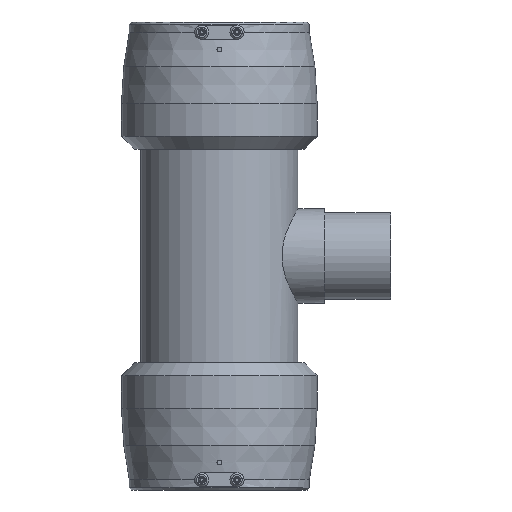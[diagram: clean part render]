
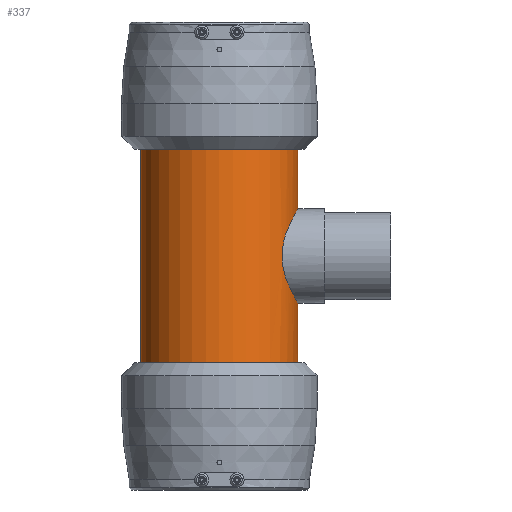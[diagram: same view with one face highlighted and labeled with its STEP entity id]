
A CAD part, front view. The second image highlights one B-rep face of the part: STEP entity #337.
In plain terms, the highlighted cylindrical face has radius 100 mm (diameter 200 mm), a partial arc.
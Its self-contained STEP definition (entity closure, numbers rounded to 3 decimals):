
#337=ADVANCED_FACE('',(#726),#727,.T.);
#726=FACE_OUTER_BOUND('',#1166,.T.);
#727=CYLINDRICAL_SURFACE('',#1167,100.0);
#1166=EDGE_LOOP('',(#2060,#2061,#2062,#2063,#2064,#2065));
#1167=AXIS2_PLACEMENT_3D('',#2066,#2067,#2068);
#2060=ORIENTED_EDGE('',*,*,#2590,.T.);
#2061=ORIENTED_EDGE('',*,*,#2778,.T.);
#2062=ORIENTED_EDGE('',*,*,#2593,.T.);
#2063=ORIENTED_EDGE('',*,*,#2779,.T.);
#2064=ORIENTED_EDGE('',*,*,#2592,.T.);
#2065=ORIENTED_EDGE('',*,*,#2749,.T.);
#2066=CARTESIAN_POINT('',(0.0,0.0,0.0));
#2067=DIRECTION('',(0.0,0.0,1.0));
#2068=DIRECTION('',(1.0,0.0,0.0));
#2590=EDGE_CURVE('',#3114,#2895,#3115,.T.);
#2592=EDGE_CURVE('',#3026,#3116,#3118,.T.);
#2593=EDGE_CURVE('',#2900,#3030,#3119,.T.);
#2749=EDGE_CURVE('',#3116,#3114,#3348,.T.);
#2778=EDGE_CURVE('',#2895,#2900,#3377,.T.);
#2779=EDGE_CURVE('',#3030,#3026,#3378,.T.);
#2895=VERTEX_POINT('',#3502);
#2900=VERTEX_POINT('',#3541);
#3026=VERTEX_POINT('',#3839);
#3030=VERTEX_POINT('',#3844);
#3114=VERTEX_POINT('',#4058);
#3115=LINE('',#4059,#4060);
#3116=VERTEX_POINT('',#4061);
#3118=LINE('',#4063,#4064);
#3119=LINE('',#4065,#4066);
#3348=CIRCLE('',#4497,100.0);
#3377=B_SPLINE_CURVE_WITH_KNOTS('',3,(#4526,#4527,#4528,#4529,#4530,#4531,#4532,#4533,#4534,#4535,#4536,#4537,#4538,#4539,#4540,#4541,#4542,#4543,#4544,#4545,#4546,#4547,#4548,#4549,#4550,#4551,#4552,#4553,#4554,#4555,#4556,#4557,#4558,#4559,#4560,#4561,#4562,#4563,#4564,#4565,#4566,#4567,#4568,#4569,#4570,#4571,#4572,#4573,#4574,#4575,#4576,#4577,#4578,#4579,#4580,#4581,#4582,#4583,#4584,#4585,#4586,#4587,#4588,#4589,#4590,#4591),.UNSPECIFIED.,.F.,.F.,(4,2,2,2,2,2,2,2,2,2,2,2,2,2,2,2,2,2,2,2,2,2,2,2,2,2,2,2,2,2,2,2,4),(93.266,99.076,104.887,110.697,116.507,122.317,128.128,133.938,139.748,145.596,151.444,157.292,163.14,168.988,174.836,180.684,186.532,192.38,198.228,204.076,209.924,215.772,221.62,227.468,233.316,239.126,244.937,250.747,256.557,262.367,268.178,273.988,279.798),.UNSPECIFIED.);
#3378=CIRCLE('',#4592,100.0);
#3502=CARTESIAN_POINT('',(100.0,0.,-60.0));
#3541=CARTESIAN_POINT('',(100.0,0.,60.0));
#3839=CARTESIAN_POINT('',(-100.0,0.0,137.0));
#3844=CARTESIAN_POINT('',(100.0,0.,137.0));
#4058=CARTESIAN_POINT('',(100.0,0.0,-137.0));
#4059=CARTESIAN_POINT('',(100.0,0.,0.0));
#4060=VECTOR('',#4953,1.0);
#4061=CARTESIAN_POINT('',(-100.0,0.,-137.0));
#4063=CARTESIAN_POINT('',(-100.0,0.,0.0));
#4064=VECTOR('',#4957,1.0);
#4065=CARTESIAN_POINT('',(100.0,0.,0.0));
#4066=VECTOR('',#4958,1.0);
#4497=AXIS2_PLACEMENT_3D('',#5171,#5172,#5173);
#4526=CARTESIAN_POINT('',(100.0,0.,-60.0));
#4527=CARTESIAN_POINT('',(100.0,-1.937,-60.0));
#4528=CARTESIAN_POINT('',(99.943,-3.899,-59.906));
#4529=CARTESIAN_POINT('',(99.712,-7.835,-59.519));
#4530=CARTESIAN_POINT('',(99.537,-9.809,-59.227));
#4531=CARTESIAN_POINT('',(99.072,-13.731,-58.442));
#4532=CARTESIAN_POINT('',(98.782,-15.679,-57.95));
#4533=CARTESIAN_POINT('',(98.097,-19.516,-56.773));
#4534=CARTESIAN_POINT('',(97.701,-21.403,-56.088));
#4535=CARTESIAN_POINT('',(96.821,-25.087,-54.54));
#4536=CARTESIAN_POINT('',(96.335,-26.884,-53.676));
#4537=CARTESIAN_POINT('',(95.296,-30.364,-51.788));
#4538=CARTESIAN_POINT('',(94.742,-32.045,-50.763));
#4539=CARTESIAN_POINT('',(93.589,-35.27,-48.578));
#4540=CARTESIAN_POINT('',(92.991,-36.813,-47.418));
#4541=CARTESIAN_POINT('',(91.778,-39.741,-44.992));
#4542=CARTESIAN_POINT('',(91.163,-41.126,-43.726));
#4543=CARTESIAN_POINT('',(89.941,-43.735,-41.118));
#4544=CARTESIAN_POINT('',(89.311,-45.005,-39.726));
#4545=CARTESIAN_POINT('',(88.044,-47.436,-36.789));
#4546=CARTESIAN_POINT('',(87.407,-48.596,-35.245));
#4547=CARTESIAN_POINT('',(86.158,-50.778,-32.022));
#4548=CARTESIAN_POINT('',(85.545,-51.8,-30.343));
#4549=CARTESIAN_POINT('',(84.377,-53.682,-26.872));
#4550=CARTESIAN_POINT('',(83.821,-54.543,-25.081));
#4551=CARTESIAN_POINT('',(82.797,-56.086,-21.41));
#4552=CARTESIAN_POINT('',(82.328,-56.768,-19.528));
#4553=CARTESIAN_POINT('',(81.505,-57.943,-15.703));
#4554=CARTESIAN_POINT('',(81.151,-58.435,-13.759));
#4555=CARTESIAN_POINT('',(80.58,-59.221,-9.84));
#4556=CARTESIAN_POINT('',(80.362,-59.515,-7.865));
#4557=CARTESIAN_POINT('',(80.072,-59.905,-3.92));
#4558=CARTESIAN_POINT('',(80.0,-60.0,-1.949));
#4559=CARTESIAN_POINT('',(80.0,-60.0,1.949));
#4560=CARTESIAN_POINT('',(80.072,-59.905,3.92));
#4561=CARTESIAN_POINT('',(80.362,-59.515,7.865));
#4562=CARTESIAN_POINT('',(80.58,-59.221,9.84));
#4563=CARTESIAN_POINT('',(81.151,-58.435,13.759));
#4564=CARTESIAN_POINT('',(81.505,-57.943,15.703));
#4565=CARTESIAN_POINT('',(82.328,-56.768,19.528));
#4566=CARTESIAN_POINT('',(82.797,-56.086,21.41));
#4567=CARTESIAN_POINT('',(83.821,-54.543,25.081));
#4568=CARTESIAN_POINT('',(84.377,-53.682,26.872));
#4569=CARTESIAN_POINT('',(85.545,-51.8,30.343));
#4570=CARTESIAN_POINT('',(86.158,-50.778,32.022));
#4571=CARTESIAN_POINT('',(87.407,-48.596,35.245));
#4572=CARTESIAN_POINT('',(88.044,-47.436,36.789));
#4573=CARTESIAN_POINT('',(89.311,-45.005,39.726));
#4574=CARTESIAN_POINT('',(89.941,-43.735,41.118));
#4575=CARTESIAN_POINT('',(91.163,-41.126,43.726));
#4576=CARTESIAN_POINT('',(91.778,-39.741,44.992));
#4577=CARTESIAN_POINT('',(92.991,-36.813,47.418));
#4578=CARTESIAN_POINT('',(93.589,-35.27,48.578));
#4579=CARTESIAN_POINT('',(94.742,-32.045,50.763));
#4580=CARTESIAN_POINT('',(95.296,-30.364,51.788));
#4581=CARTESIAN_POINT('',(96.335,-26.884,53.676));
#4582=CARTESIAN_POINT('',(96.821,-25.087,54.54));
#4583=CARTESIAN_POINT('',(97.701,-21.403,56.088));
#4584=CARTESIAN_POINT('',(98.097,-19.516,56.773));
#4585=CARTESIAN_POINT('',(98.782,-15.679,57.95));
#4586=CARTESIAN_POINT('',(99.072,-13.731,58.442));
#4587=CARTESIAN_POINT('',(99.537,-9.809,59.227));
#4588=CARTESIAN_POINT('',(99.712,-7.835,59.519));
#4589=CARTESIAN_POINT('',(99.943,-3.899,59.906));
#4590=CARTESIAN_POINT('',(100.0,-1.937,60.0));
#4591=CARTESIAN_POINT('',(100.0,0.,60.0));
#4592=AXIS2_PLACEMENT_3D('',#5210,#5211,#5212);
#4953=DIRECTION('',(0.0,0.0,1.0));
#4957=DIRECTION('',(-0.0,-0.0,-1.0));
#4958=DIRECTION('',(0.0,0.0,1.0));
#5171=CARTESIAN_POINT('',(0.0,0.0,-137.0));
#5172=DIRECTION('',(0.0,0.0,1.0));
#5173=DIRECTION('',(1.0,0.0,0.0));
#5210=CARTESIAN_POINT('',(0.0,0.0,137.0));
#5211=DIRECTION('',(0.0,0.0,-1.0));
#5212=DIRECTION('',(1.0,0.0,0.0));
